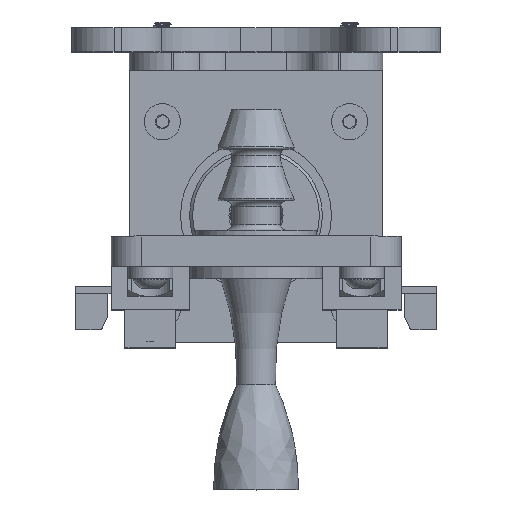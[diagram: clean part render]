
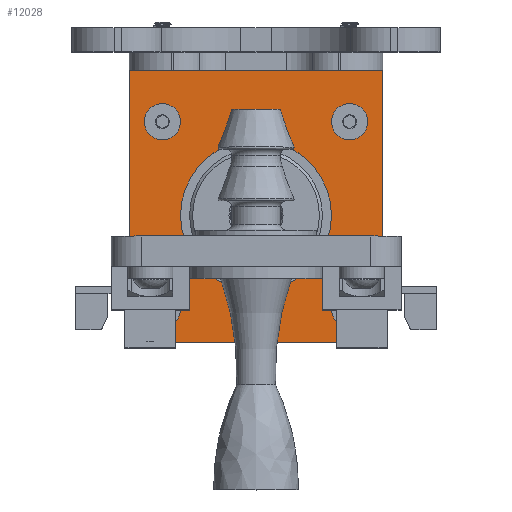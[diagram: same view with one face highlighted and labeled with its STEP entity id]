
A CAD part, top view. The second image highlights one B-rep face of the part: STEP entity #12028.
In plain terms, the highlighted planar face has unit normal (0, 0, 1).
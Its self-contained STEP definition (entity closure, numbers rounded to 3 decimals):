
#837=FACE_BOUND('',#2106,.T.);
#838=FACE_BOUND('',#2107,.T.);
#839=FACE_BOUND('',#2108,.T.);
#840=FACE_BOUND('',#2109,.T.);
#841=FACE_BOUND('',#2110,.T.);
#966=PLANE('',#13069);
#1376=FACE_OUTER_BOUND('',#2105,.T.);
#2105=EDGE_LOOP('',(#8611,#8612,#8613,#8614,#8615,#8616));
#2106=EDGE_LOOP('',(#8617));
#2107=EDGE_LOOP('',(#8618));
#2108=EDGE_LOOP('',(#8619));
#2109=EDGE_LOOP('',(#8620));
#2110=EDGE_LOOP('',(#8621));
#2949=LINE('',#18160,#3919);
#2955=LINE('',#18186,#3925);
#2956=LINE('',#18188,#3926);
#2957=LINE('',#18191,#3927);
#3919=VECTOR('',#14574,10.);
#3925=VECTOR('',#14604,10.);
#3926=VECTOR('',#14605,10.);
#3927=VECTOR('',#14608,10.);
#4890=CIRCLE('',#13068,3.);
#4891=CIRCLE('',#13070,5.);
#4892=CIRCLE('',#13071,5.);
#4893=CIRCLE('',#13072,3.);
#4894=CIRCLE('',#13073,3.);
#4895=CIRCLE('',#13074,12.5);
#4896=CIRCLE('',#13075,3.);
#5466=VERTEX_POINT('',#18157);
#5467=VERTEX_POINT('',#18159);
#5473=VERTEX_POINT('',#18179);
#5474=VERTEX_POINT('',#18183);
#5475=VERTEX_POINT('',#18184);
#5476=VERTEX_POINT('',#18187);
#5477=VERTEX_POINT('',#18189);
#5478=VERTEX_POINT('',#18192);
#5479=VERTEX_POINT('',#18194);
#5480=VERTEX_POINT('',#18196);
#5481=VERTEX_POINT('',#18198);
#6669=EDGE_CURVE('',#5467,#5466,#2949,.T.);
#6680=EDGE_CURVE('',#5473,#5473,#4890,.T.);
#6681=EDGE_CURVE('',#5474,#5475,#4891,.T.);
#6682=EDGE_CURVE('',#5467,#5474,#2955,.T.);
#6683=EDGE_CURVE('',#5476,#5466,#2956,.T.);
#6684=EDGE_CURVE('',#5477,#5476,#4892,.T.);
#6685=EDGE_CURVE('',#5475,#5477,#2957,.T.);
#6686=EDGE_CURVE('',#5478,#5478,#4893,.T.);
#6687=EDGE_CURVE('',#5479,#5479,#4894,.T.);
#6688=EDGE_CURVE('',#5480,#5480,#4895,.T.);
#6689=EDGE_CURVE('',#5481,#5481,#4896,.T.);
#8611=ORIENTED_EDGE('',*,*,#6681,.F.);
#8612=ORIENTED_EDGE('',*,*,#6682,.F.);
#8613=ORIENTED_EDGE('',*,*,#6669,.T.);
#8614=ORIENTED_EDGE('',*,*,#6683,.F.);
#8615=ORIENTED_EDGE('',*,*,#6684,.F.);
#8616=ORIENTED_EDGE('',*,*,#6685,.F.);
#8617=ORIENTED_EDGE('',*,*,#6686,.F.);
#8618=ORIENTED_EDGE('',*,*,#6687,.F.);
#8619=ORIENTED_EDGE('',*,*,#6688,.F.);
#8620=ORIENTED_EDGE('',*,*,#6689,.F.);
#8621=ORIENTED_EDGE('',*,*,#6680,.F.);
#12028=ADVANCED_FACE('',(#1376,#837,#838,#839,#840,#841),#966,.F.);
#13068=AXIS2_PLACEMENT_3D('',#18181,#14598,#14599);
#13069=AXIS2_PLACEMENT_3D('',#18182,#14600,#14601);
#13070=AXIS2_PLACEMENT_3D('',#18185,#14602,#14603);
#13071=AXIS2_PLACEMENT_3D('',#18190,#14606,#14607);
#13072=AXIS2_PLACEMENT_3D('',#18193,#14609,#14610);
#13073=AXIS2_PLACEMENT_3D('',#18195,#14611,#14612);
#13074=AXIS2_PLACEMENT_3D('',#18197,#14613,#14614);
#13075=AXIS2_PLACEMENT_3D('',#18199,#14615,#14616);
#14574=DIRECTION('',(-1.,0.,0.));
#14598=DIRECTION('center_axis',(0.,0.,1.));
#14599=DIRECTION('ref_axis',(-1.,0.,0.));
#14600=DIRECTION('center_axis',(0.,0.,-1.));
#14601=DIRECTION('ref_axis',(-1.,0.,0.));
#14602=DIRECTION('center_axis',(0.,0.,-1.));
#14603=DIRECTION('ref_axis',(0.707,-0.707,0.));
#14604=DIRECTION('',(0.,-1.,0.));
#14605=DIRECTION('',(0.,1.,0.));
#14606=DIRECTION('center_axis',(0.,0.,-1.));
#14607=DIRECTION('ref_axis',(-0.707,-0.707,0.));
#14608=DIRECTION('',(-1.,0.,0.));
#14609=DIRECTION('center_axis',(0.,0.,1.));
#14610=DIRECTION('ref_axis',(-1.,0.,0.));
#14611=DIRECTION('center_axis',(0.,0.,1.));
#14612=DIRECTION('ref_axis',(-1.,0.,0.));
#14613=DIRECTION('center_axis',(0.,0.,1.));
#14614=DIRECTION('ref_axis',(-1.,0.,0.));
#14615=DIRECTION('center_axis',(0.,0.,1.));
#14616=DIRECTION('ref_axis',(-1.,0.,0.));
#18157=CARTESIAN_POINT('',(4.647,45.,6.));
#18159=CARTESIAN_POINT('',(46.647,45.,6.));
#18160=CARTESIAN_POINT('',(15.147,45.,6.));
#18179=CARTESIAN_POINT('',(13.147,5.5,6.));
#18181=CARTESIAN_POINT('Origin',(10.147,5.5,6.));
#18182=CARTESIAN_POINT('Origin',(25.647,24.,6.));
#18183=CARTESIAN_POINT('',(46.647,5.,6.));
#18184=CARTESIAN_POINT('',(41.647,0.,6.));
#18185=CARTESIAN_POINT('Origin',(41.647,5.,6.));
#18186=CARTESIAN_POINT('',(46.647,48.,6.));
#18187=CARTESIAN_POINT('',(4.647,5.,6.));
#18188=CARTESIAN_POINT('',(4.647,0.,6.));
#18189=CARTESIAN_POINT('',(9.647,0.,6.));
#18190=CARTESIAN_POINT('Origin',(9.647,5.,6.));
#18191=CARTESIAN_POINT('',(46.647,0.,6.));
#18192=CARTESIAN_POINT('',(44.147,5.5,6.));
#18193=CARTESIAN_POINT('Origin',(41.147,5.5,6.));
#18194=CARTESIAN_POINT('',(13.147,36.5,6.));
#18195=CARTESIAN_POINT('Origin',(10.147,36.5,6.));
#18196=CARTESIAN_POINT('',(38.147,21.,6.));
#18197=CARTESIAN_POINT('Origin',(25.647,21.,6.));
#18198=CARTESIAN_POINT('',(44.147,36.5,6.));
#18199=CARTESIAN_POINT('Origin',(41.147,36.5,6.));
